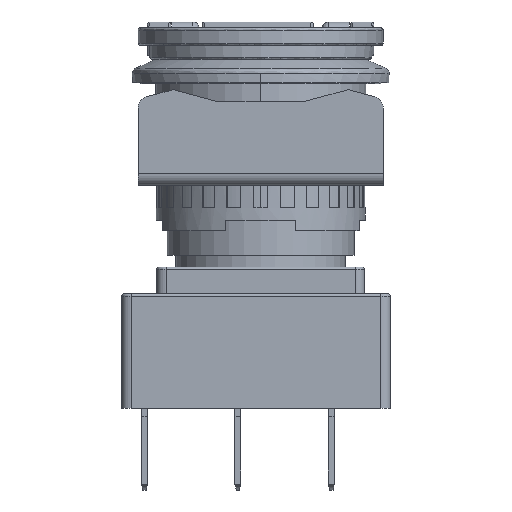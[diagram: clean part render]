
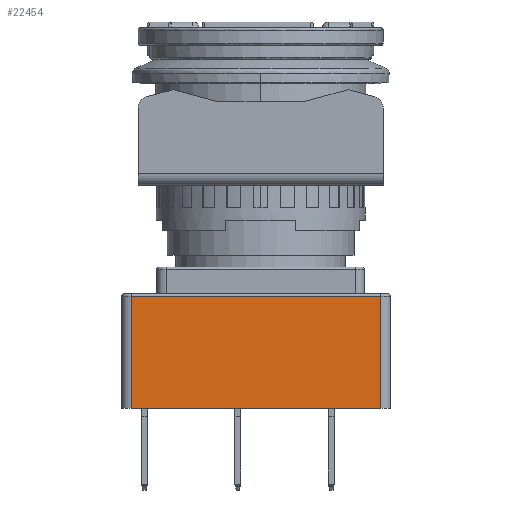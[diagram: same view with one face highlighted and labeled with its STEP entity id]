
A CAD part, front view. The second image highlights one B-rep face of the part: STEP entity #22454.
In plain terms, the highlighted planar face has unit normal (0, -1, 0).
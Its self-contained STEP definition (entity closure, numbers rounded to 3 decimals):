
#1407 = FACE_OUTER_BOUND ( 'NONE', #8425, .T. ) ;
#1584 = CARTESIAN_POINT ( 'NONE',  ( 10.3, -11.9, 4.8 ) ) ;
#2858 = AXIS2_PLACEMENT_3D ( 'NONE', #5614, #13627, #21631 ) ;
#3251 = ORIENTED_EDGE ( 'NONE', *, *, #7181, .T. ) ;
#3404 = VERTEX_POINT ( 'NONE', #22739 ) ;
#3706 = CARTESIAN_POINT ( 'NONE',  ( -0.4, -11.9, 9.6 ) ) ;
#4244 = LINE ( 'NONE', #12269, #12338 ) ;
#4272 = CARTESIAN_POINT ( 'NONE',  ( -11.1, -11.9, 9.6 ) ) ;
#5614 = CARTESIAN_POINT ( 'NONE',  ( -11.1, -11.9, 0. ) ) ;
#6147 = VERTEX_POINT ( 'NONE', #22602 ) ;
#6459 = LINE ( 'NONE', #14470, #10628 ) ;
#7181 = EDGE_CURVE ( 'NONE', #10131, #6147, #6459, .T. ) ;
#8402 = VECTOR ( 'NONE', #11723, 1000. ) ;
#8425 = EDGE_LOOP ( 'NONE', ( #15354, #9301, #3251, #13241 ) ) ;
#9013 = EDGE_CURVE ( 'NONE', #10131, #17296, #4244, .T. ) ;
#9301 = ORIENTED_EDGE ( 'NONE', *, *, #9013, .F. ) ;
#9421 = PLANE ( 'NONE',  #2858 ) ;
#9481 = VECTOR ( 'NONE', #9592, 1000. ) ;
#9592 = DIRECTION ( 'NONE',  ( 0., 0., -1. ) ) ;
#10131 = VERTEX_POINT ( 'NONE', #24881 ) ;
#10628 = VECTOR ( 'NONE', #22474, 1000. ) ;
#11723 = DIRECTION ( 'NONE',  ( 1., 0., 0. ) ) ;
#12269 = CARTESIAN_POINT ( 'NONE',  ( -11.1, -11.9, 4.8 ) ) ;
#12338 = VECTOR ( 'NONE', #20293, 1000. ) ;
#12998 = EDGE_CURVE ( 'NONE', #17296, #3404, #21711, .T. ) ;
#13241 = ORIENTED_EDGE ( 'NONE', *, *, #18931, .F. ) ;
#13537 = LINE ( 'NONE', #1584, #9481 ) ;
#13627 = DIRECTION ( 'NONE',  ( 0., 1., 0. ) ) ;
#14470 = CARTESIAN_POINT ( 'NONE',  ( -0.4, -11.9, 0. ) ) ;
#15354 = ORIENTED_EDGE ( 'NONE', *, *, #12998, .F. ) ;
#17296 = VERTEX_POINT ( 'NONE', #4272 ) ;
#18931 = EDGE_CURVE ( 'NONE', #3404, #6147, #13537, .T. ) ;
#20293 = DIRECTION ( 'NONE',  ( 0., 0., 1. ) ) ;
#21631 = DIRECTION ( 'NONE',  ( 0., 0., 1. ) ) ;
#21711 = LINE ( 'NONE', #3706, #8402 ) ;
#22454 = ADVANCED_FACE ( 'NONE', ( #1407 ), #9421, .F. ) ;
#22474 = DIRECTION ( 'NONE',  ( 1., 0., 0. ) ) ;
#22602 = CARTESIAN_POINT ( 'NONE',  ( 10.3, -11.9, 0. ) ) ;
#22739 = CARTESIAN_POINT ( 'NONE',  ( 10.3, -11.9, 9.6 ) ) ;
#24881 = CARTESIAN_POINT ( 'NONE',  ( -11.1, -11.9, 0. ) ) ;
